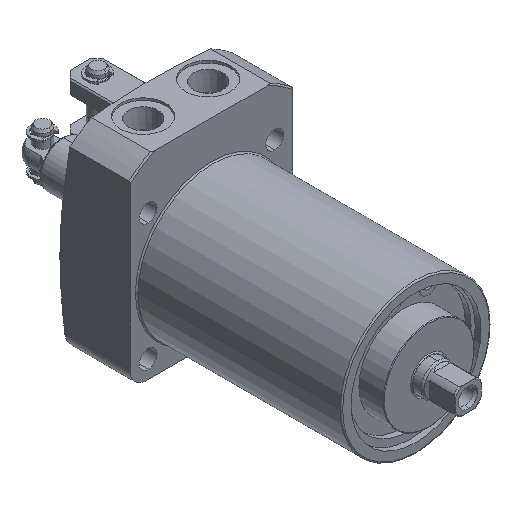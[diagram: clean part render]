
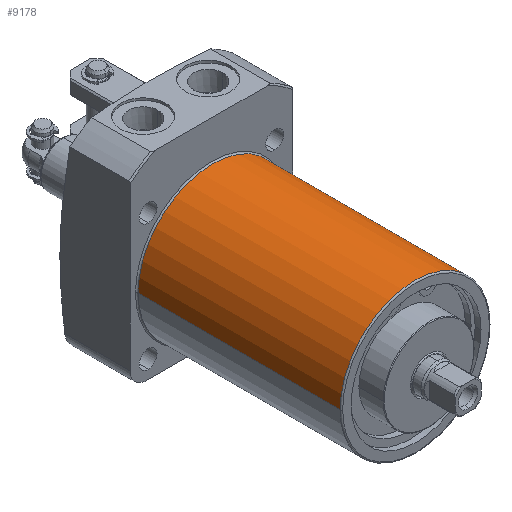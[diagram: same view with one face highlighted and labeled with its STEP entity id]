
A CAD part, isometric view. The second image highlights one B-rep face of the part: STEP entity #9178.
In plain terms, the highlighted cylindrical face has radius 23 mm (diameter 46 mm), a partial arc.
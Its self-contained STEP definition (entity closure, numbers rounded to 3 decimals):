
#1124 = EDGE_LOOP ( 'NONE', ( #6494, #6492, #6493, #6491 ) ) ;
#1141 = VERTEX_POINT ( 'NONE', #6920 ) ;
#1142 = VERTEX_POINT ( 'NONE', #6921 ) ;
#1313 = VERTEX_POINT ( 'NONE', #6928 ) ;
#1321 = VERTEX_POINT ( 'NONE', #6936 ) ;
#1614 = CARTESIAN_POINT ( 'NONE',  ( 0., -86.8, 0. ) ) ;
#1618 = DIRECTION ( 'NONE',  ( 0., 1., 0. ) ) ;
#1619 = DIRECTION ( 'NONE',  ( -1., 0., 0. ) ) ;
#1621 = LINE ( 'NONE', #1622, #11003 ) ;
#1622 = CARTESIAN_POINT ( 'NONE',  ( 23., 0., 0. ) ) ;
#1623 = DIRECTION ( 'NONE',  ( 0., 1., 0. ) ) ;
#1720 = CARTESIAN_POINT ( 'NONE',  ( 0., -24.6, 0. ) ) ;
#1721 = DIRECTION ( 'NONE',  ( 0., 1., 0. ) ) ;
#1722 = DIRECTION ( 'NONE',  ( -1., 0., 0. ) ) ;
#1764 = LINE ( 'NONE', #1765, #11024 ) ;
#1765 = CARTESIAN_POINT ( 'NONE',  ( -23., 0., 0. ) ) ;
#1766 = DIRECTION ( 'NONE',  ( 0., 1., 0. ) ) ;
#3831 = CARTESIAN_POINT ( 'NONE',  ( 0., 0., 0. ) ) ;
#3832 = DIRECTION ( 'NONE',  ( 0., 1., 0. ) ) ;
#3833 = DIRECTION ( 'NONE',  ( -1., 0., 0. ) ) ;
#6491 = ORIENTED_EDGE ( 'NONE', *, *, #9584, .F. ) ;
#6492 = ORIENTED_EDGE ( 'NONE', *, *, #9560, .T. ) ;
#6493 = ORIENTED_EDGE ( 'NONE', *, *, #9580, .F. ) ;
#6494 = ORIENTED_EDGE ( 'NONE', *, *, #9559, .T. ) ;
#6920 = CARTESIAN_POINT ( 'NONE',  ( -23., -86.8, 0. ) ) ;
#6921 = CARTESIAN_POINT ( 'NONE',  ( 23., -86.8, 0. ) ) ;
#6928 = CARTESIAN_POINT ( 'NONE',  ( 23., -24.6, 0. ) ) ;
#6936 = CARTESIAN_POINT ( 'NONE',  ( -23., -24.6, 0. ) ) ;
#9178 = ADVANCED_FACE ( 'NONE', ( #10455 ), #10460, .T. ) ;
#9559 = EDGE_CURVE ( 'NONE', #1141, #1142, #10113, .T. ) ;
#9560 = EDGE_CURVE ( 'NONE', #1142, #1313, #1621, .T. ) ;
#9580 = EDGE_CURVE ( 'NONE', #1321, #1313, #10124, .T. ) ;
#9584 = EDGE_CURVE ( 'NONE', #1141, #1321, #1764, .T. ) ;
#10113 = CIRCLE ( 'NONE', #10994, 23. ) ;
#10124 = CIRCLE ( 'NONE', #11014, 23. ) ;
#10455 = FACE_OUTER_BOUND ( 'NONE', #1124, .T. ) ;
#10459 = AXIS2_PLACEMENT_3D ( 'NONE', #3831, #3832, #3833 ) ;
#10460 = CYLINDRICAL_SURFACE ( 'NONE', #10459, 23. ) ;
#10994 = AXIS2_PLACEMENT_3D ( 'NONE', #1614, #1618, #1619 ) ;
#11003 = VECTOR ( 'NONE', #1623, 1000. ) ;
#11014 = AXIS2_PLACEMENT_3D ( 'NONE', #1720, #1721, #1722 ) ;
#11024 = VECTOR ( 'NONE', #1766, 1000. ) ;
